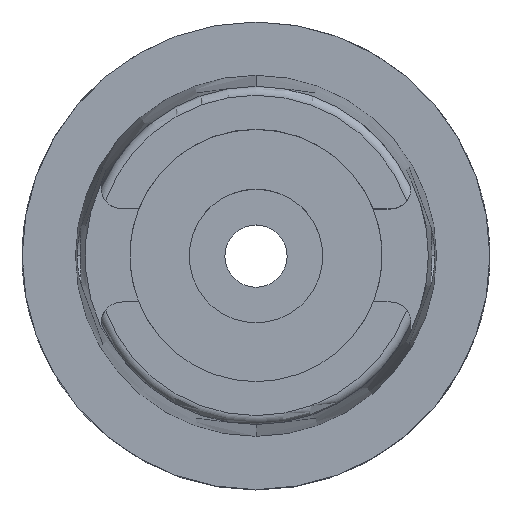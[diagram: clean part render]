
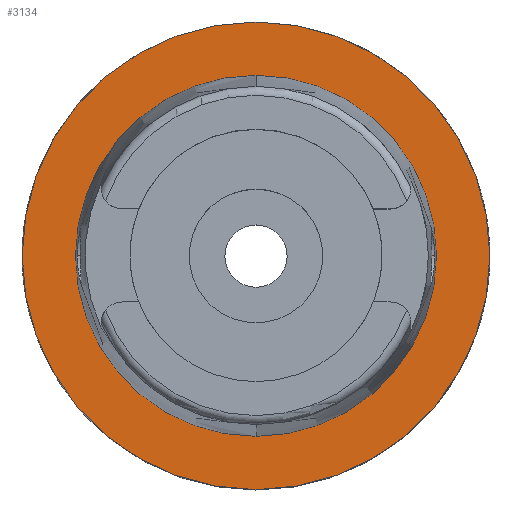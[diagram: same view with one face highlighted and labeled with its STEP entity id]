
A CAD part, top view. The second image highlights one B-rep face of the part: STEP entity #3134.
In plain terms, the highlighted planar face has unit normal (0, 0, 1).
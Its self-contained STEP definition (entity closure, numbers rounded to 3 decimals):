
#667=CARTESIAN_POINT('',(0.,0.,0.));
#668=DIRECTION('',(0.,0.,-1.));
#669=DIRECTION('',(0.,-1.,0.));
#670=AXIS2_PLACEMENT_3D('',#667,#668,#669);
#675=CARTESIAN_POINT('',(0.,0.,0.));
#676=DIRECTION('',(0.,0.,-1.));
#677=DIRECTION('',(0.,1.,0.));
#678=AXIS2_PLACEMENT_3D('',#675,#676,#677);
#683=CARTESIAN_POINT('',(0.,0.,0.));
#684=DIRECTION('',(0.,0.,1.));
#685=DIRECTION('',(0.,-1.,0.));
#686=AXIS2_PLACEMENT_3D('',#683,#684,#685);
#691=CARTESIAN_POINT('',(0.,0.,0.));
#692=DIRECTION('',(0.,0.,1.));
#693=DIRECTION('',(0.,1.,0.));
#694=AXIS2_PLACEMENT_3D('',#691,#692,#693);
#2458=CARTESIAN_POINT('',(0.,-24.315,0.));
#2459=VERTEX_POINT('',#2458);
#2460=CARTESIAN_POINT('',(0.,24.315,0.));
#2461=VERTEX_POINT('',#2460);
#2720=CARTESIAN_POINT('',(0.,31.5,0.));
#2721=VERTEX_POINT('',#2720);
#2722=CARTESIAN_POINT('',(0.,-31.5,0.));
#2723=VERTEX_POINT('',#2722);
#3119=CARTESIAN_POINT('',(0.,0.,0.));
#3120=DIRECTION('',(0.,0.,1.));
#3121=DIRECTION('',(0.,1.,0.));
#3122=AXIS2_PLACEMENT_3D('',#3119,#3120,#3121);
#3123=PLANE('',#3122);
#3125=ORIENTED_EDGE('',*,*,#3124,.T.);
#3127=ORIENTED_EDGE('',*,*,#3126,.T.);
#3128=EDGE_LOOP('',(#3125,#3127));
#3129=FACE_OUTER_BOUND('',#3128,.F.);
#3130=ORIENTED_EDGE('',*,*,#3092,.T.);
#3131=ORIENTED_EDGE('',*,*,#3054,.T.);
#3132=EDGE_LOOP('',(#3130,#3131));
#3133=FACE_BOUND('',#3132,.F.);
#671=CIRCLE('',#670,31.5);
#679=CIRCLE('',#678,31.5);
#687=CIRCLE('',#686,24.315);
#695=CIRCLE('',#694,24.315);
#3054=EDGE_CURVE('',#2461,#2459,#695,.T.);
#3092=EDGE_CURVE('',#2459,#2461,#687,.T.);
#3124=EDGE_CURVE('',#2723,#2721,#671,.T.);
#3126=EDGE_CURVE('',#2721,#2723,#679,.T.);
#3134=ADVANCED_FACE('',(#3129,#3133),#3123,.T.);
